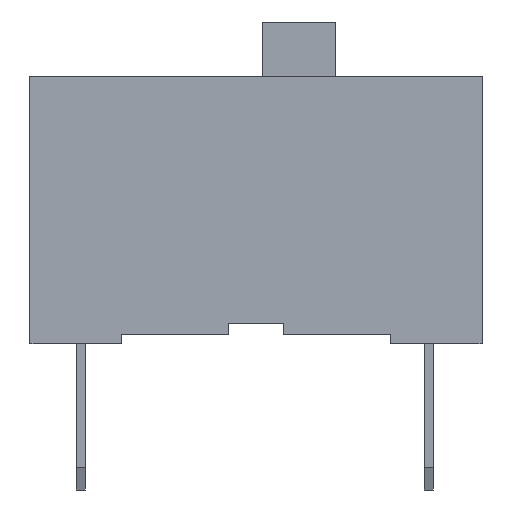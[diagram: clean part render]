
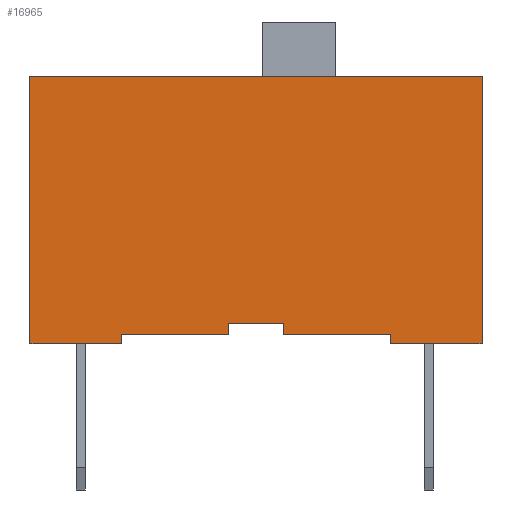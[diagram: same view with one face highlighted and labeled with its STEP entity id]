
A CAD part, left-side view. The second image highlights one B-rep face of the part: STEP entity #16965.
In plain terms, the highlighted planar face has unit normal (-1, 0, 0).
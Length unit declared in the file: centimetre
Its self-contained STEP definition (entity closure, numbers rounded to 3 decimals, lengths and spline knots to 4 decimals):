
#1549=FACE_OUTER_BOUND('',#2505,.T.);
#2505=EDGE_LOOP('',(#15370,#15371,#15372,#15373,#15374,#15375,#15376,#15377,
#15378,#15379,#15380,#15381));
#3831=LINE('',#27070,#5855);
#4411=LINE('',#28435,#6435);
#4419=LINE('',#28451,#6443);
#4426=LINE('',#28466,#6450);
#4450=LINE('',#28512,#6474);
#4455=LINE('',#28521,#6479);
#4474=LINE('',#28556,#6498);
#4475=LINE('',#28559,#6499);
#4478=LINE('',#28566,#6502);
#4481=LINE('',#28573,#6505);
#4531=LINE('',#28691,#6555);
#4532=LINE('',#28692,#6556);
#5855=VECTOR('',#20008,1.);
#6435=VECTOR('',#21262,1.);
#6443=VECTOR('',#21274,1.);
#6450=VECTOR('',#21287,1.);
#6474=VECTOR('',#21319,1.);
#6479=VECTOR('',#21326,1.);
#6498=VECTOR('',#21359,1.);
#6499=VECTOR('',#21362,1.);
#6502=VECTOR('',#21371,1.);
#6505=VECTOR('',#21380,1.);
#6555=VECTOR('',#21494,1.);
#6556=VECTOR('',#21495,1.);
#7635=VERTEX_POINT('',#27067);
#7636=VERTEX_POINT('',#27069);
#8083=VERTEX_POINT('',#28432);
#8084=VERTEX_POINT('',#28434);
#8090=VERTEX_POINT('',#28449);
#8095=VERTEX_POINT('',#28465);
#8113=VERTEX_POINT('',#28511);
#8116=VERTEX_POINT('',#28519);
#8125=VERTEX_POINT('',#28554);
#8126=VERTEX_POINT('',#28558);
#8127=VERTEX_POINT('',#28564);
#8128=VERTEX_POINT('',#28572);
#9779=EDGE_CURVE('',#7635,#7636,#3831,.T.);
#10447=EDGE_CURVE('',#8083,#8084,#4411,.T.);
#10455=EDGE_CURVE('',#8083,#8090,#4419,.T.);
#10462=EDGE_CURVE('',#8095,#8084,#4426,.T.);
#10486=EDGE_CURVE('',#8113,#8095,#4450,.T.);
#10491=EDGE_CURVE('',#8090,#8116,#4455,.T.);
#10510=EDGE_CURVE('',#8116,#8125,#4474,.T.);
#10511=EDGE_CURVE('',#8126,#8113,#4475,.T.);
#10514=EDGE_CURVE('',#8127,#8125,#4478,.T.);
#10517=EDGE_CURVE('',#8126,#8128,#4481,.T.);
#10575=EDGE_CURVE('',#7636,#8127,#4531,.T.);
#10576=EDGE_CURVE('',#8128,#7635,#4532,.T.);
#15370=ORIENTED_EDGE('',*,*,#10455,.T.);
#15371=ORIENTED_EDGE('',*,*,#10491,.T.);
#15372=ORIENTED_EDGE('',*,*,#10510,.T.);
#15373=ORIENTED_EDGE('',*,*,#10514,.F.);
#15374=ORIENTED_EDGE('',*,*,#10575,.F.);
#15375=ORIENTED_EDGE('',*,*,#9779,.F.);
#15376=ORIENTED_EDGE('',*,*,#10576,.F.);
#15377=ORIENTED_EDGE('',*,*,#10517,.F.);
#15378=ORIENTED_EDGE('',*,*,#10511,.T.);
#15379=ORIENTED_EDGE('',*,*,#10486,.T.);
#15380=ORIENTED_EDGE('',*,*,#10462,.T.);
#15381=ORIENTED_EDGE('',*,*,#10447,.F.);
#16084=PLANE('',#17810);
#16965=ADVANCED_FACE('',(#1549),#16084,.F.);
#17810=AXIS2_PLACEMENT_3D('',#28690,#21492,#21493);
#20008=DIRECTION('',(0.,-1.,0.));
#21262=DIRECTION('',(0.,1.,0.));
#21274=DIRECTION('',(0.,0.,-1.));
#21287=DIRECTION('',(0.,0.,1.));
#21319=DIRECTION('',(0.,-1.,0.));
#21326=DIRECTION('',(0.,-1.,0.));
#21359=DIRECTION('',(0.,0.,-1.));
#21362=DIRECTION('',(0.,0.,1.));
#21371=DIRECTION('',(0.,1.,0.));
#21380=DIRECTION('',(0.,1.,0.));
#21492=DIRECTION('center_axis',(1.,0.,0.));
#21493=DIRECTION('ref_axis',(0.,0.,-1.));
#21494=DIRECTION('',(0.,0.,-1.));
#21495=DIRECTION('',(0.,0.,1.));
#27067=CARTESIAN_POINT('',(-1.592,0.495,0.2925));
#27069=CARTESIAN_POINT('',(-1.592,-0.495,0.2925));
#27070=CARTESIAN_POINT('',(-1.592,-0.495,0.2925));
#28432=CARTESIAN_POINT('',(-1.592,-0.06,-0.2475));
#28434=CARTESIAN_POINT('',(-1.592,0.06,-0.2475));
#28435=CARTESIAN_POINT('',(-1.592,-0.06,-0.2475));
#28449=CARTESIAN_POINT('',(-1.592,-0.06,-0.2725));
#28451=CARTESIAN_POINT('',(-1.592,-0.06,-0.1363));
#28465=CARTESIAN_POINT('',(-1.592,0.06,-0.2725));
#28466=CARTESIAN_POINT('',(-1.592,0.06,-0.1363));
#28511=CARTESIAN_POINT('',(-1.592,0.295,-0.2725));
#28512=CARTESIAN_POINT('',(-1.592,0.,-0.2725));
#28519=CARTESIAN_POINT('',(-1.592,-0.295,-0.2725));
#28521=CARTESIAN_POINT('',(-1.592,0.,-0.2725));
#28554=CARTESIAN_POINT('',(-1.592,-0.295,-0.2925));
#28556=CARTESIAN_POINT('',(-1.592,-0.295,-0.1463));
#28558=CARTESIAN_POINT('',(-1.592,0.295,-0.2925));
#28559=CARTESIAN_POINT('',(-1.592,0.295,-0.1463));
#28564=CARTESIAN_POINT('',(-1.592,-0.495,-0.2925));
#28566=CARTESIAN_POINT('',(-1.592,0.495,-0.2925));
#28572=CARTESIAN_POINT('',(-1.592,0.495,-0.2925));
#28573=CARTESIAN_POINT('',(-1.592,0.495,-0.2925));
#28690=CARTESIAN_POINT('Origin',(-1.592,0.,0.));
#28691=CARTESIAN_POINT('',(-1.592,-0.495,-0.2925));
#28692=CARTESIAN_POINT('',(-1.592,0.495,0.2925));
